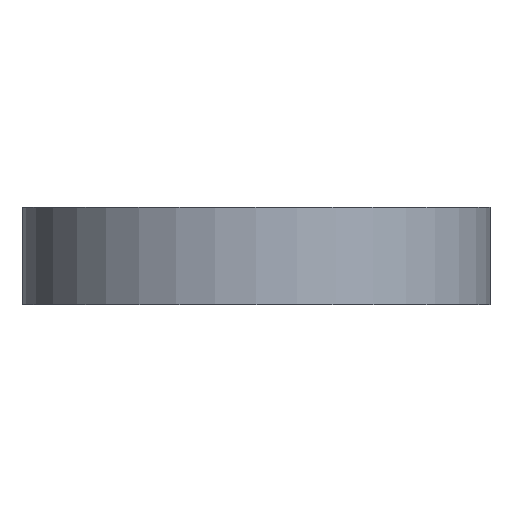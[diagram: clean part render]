
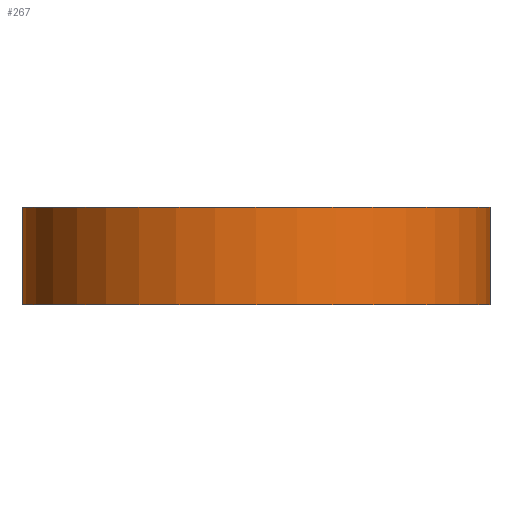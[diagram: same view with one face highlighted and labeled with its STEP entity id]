
A CAD part, front view. The second image highlights one B-rep face of the part: STEP entity #267.
In plain terms, the highlighted cylindrical face has radius 6 mm (diameter 12 mm), a partial arc.
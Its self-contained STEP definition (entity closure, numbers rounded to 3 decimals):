
#1=CARTESIAN_POINT('',(0.,-54.,0.));
#2=DIRECTION('',(0.,0.,1.));
#3=DIRECTION('',(-1.,0.,0.));
#4=AXIS2_PLACEMENT_3D('',#1,#2,#3);
#63=DIRECTION('',(0.,0.,-1.));
#64=VECTOR('',#63,2.5);
#65=CARTESIAN_POINT('',(-6.,-54.,2.5));
#66=LINE('',#65,#64);
#67=CARTESIAN_POINT('',(0.,-54.,2.5));
#68=DIRECTION('',(0.,0.,-1.));
#69=DIRECTION('',(1.,0.,0.));
#70=AXIS2_PLACEMENT_3D('',#67,#68,#69);
#129=DIRECTION('',(0.,0.,-1.));
#130=VECTOR('',#129,2.5);
#131=CARTESIAN_POINT('',(6.,-54.,2.5));
#132=LINE('',#131,#130);
#165=CARTESIAN_POINT('',(-6.,-54.,0.));
#166=CARTESIAN_POINT('',(6.,-54.,0.));
#167=VERTEX_POINT('',#165);
#168=VERTEX_POINT('',#166);
#169=CARTESIAN_POINT('',(-6.,-54.,2.5));
#170=VERTEX_POINT('',#169);
#171=CARTESIAN_POINT('',(6.,-54.,2.5));
#172=VERTEX_POINT('',#171);
#253=CARTESIAN_POINT('',(0.,-54.,9.967));
#254=DIRECTION('',(0.,0.,-1.));
#255=DIRECTION('',(1.,0.,0.));
#256=AXIS2_PLACEMENT_3D('',#253,#254,#255);
#257=CYLINDRICAL_SURFACE('',#256,6.);
#258=ORIENTED_EDGE('',*,*,#218,.F.);
#260=ORIENTED_EDGE('',*,*,#259,.F.);
#262=ORIENTED_EDGE('',*,*,#261,.F.);
#264=ORIENTED_EDGE('',*,*,#263,.T.);
#265=EDGE_LOOP('',(#258,#260,#262,#264));
#266=FACE_OUTER_BOUND('',#265,.F.);
#267=ADVANCED_FACE('',(#266),#257,.T.);
#5=CIRCLE('',#4,6.);
#71=CIRCLE('',#70,6.);
#218=EDGE_CURVE('',#167,#168,#5,.T.);
#259=EDGE_CURVE('',#170,#167,#66,.T.);
#261=EDGE_CURVE('',#172,#170,#71,.T.);
#263=EDGE_CURVE('',#172,#168,#132,.T.);
